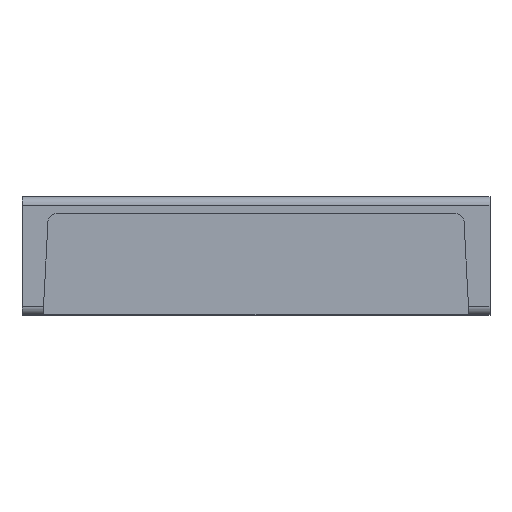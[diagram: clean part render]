
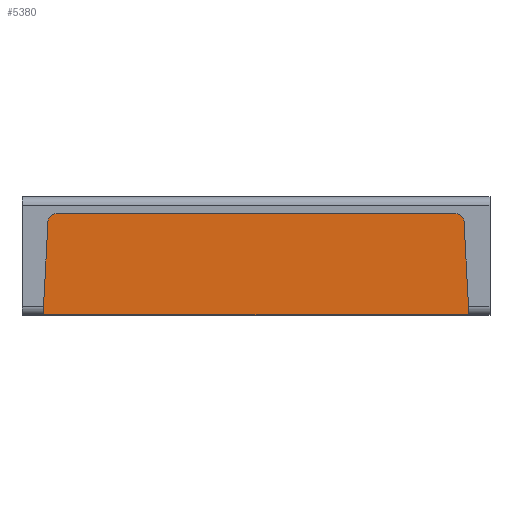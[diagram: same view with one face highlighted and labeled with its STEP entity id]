
A CAD part, top view. The second image highlights one B-rep face of the part: STEP entity #5380.
In plain terms, the highlighted planar face has unit normal (0, 0, 1).
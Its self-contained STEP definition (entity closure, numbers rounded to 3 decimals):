
#5336=AXIS2_PLACEMENT_3D('Plane Axis2P3D',#5333,#5334,#5335) ;
#5347=AXIS2_PLACEMENT_3D('Circle Axis2P3D',#5345,#5346,$) ;
#5361=AXIS2_PLACEMENT_3D('Circle Axis2P3D',#5359,#5360,$) ;
#5234=CARTESIAN_POINT('Line Origine',(8.075,0.,27.752)) ;
#5238=CARTESIAN_POINT('Vertex',(5.55,0.,27.752)) ;
#5240=CARTESIAN_POINT('Vertex',(10.6,0.,27.752)) ;
#5243=CARTESIAN_POINT('Line Origine',(3.025,0.,27.752)) ;
#5247=CARTESIAN_POINT('Vertex',(0.5,0.,27.752)) ;
#5333=CARTESIAN_POINT('Axis2P3D Location',(2.5,1.4,27.752)) ;
#5338=CARTESIAN_POINT('Line Origine',(10.542,1.105,27.752)) ;
#5342=CARTESIAN_POINT('Vertex',(10.484,2.21,27.752)) ;
#5345=CARTESIAN_POINT('Axis2P3D Location',(10.284,2.2,27.752)) ;
#5349=CARTESIAN_POINT('Vertex',(10.284,2.4,27.752)) ;
#5352=CARTESIAN_POINT('Line Origine',(5.55,2.4,27.752)) ;
#5356=CARTESIAN_POINT('Vertex',(0.816,2.4,27.752)) ;
#5359=CARTESIAN_POINT('Axis2P3D Location',(0.816,2.2,27.752)) ;
#5363=CARTESIAN_POINT('Vertex',(0.616,2.21,27.752)) ;
#5366=CARTESIAN_POINT('Line Origine',(0.558,1.105,27.752)) ;
#5235=DIRECTION('Vector Direction',(1.,0.,0.)) ;
#5244=DIRECTION('Vector Direction',(1.,0.,0.)) ;
#5334=DIRECTION('Axis2P3D Direction',(0.,0.,1.)) ;
#5335=DIRECTION('Axis2P3D XDirection',(1.,0.,0.)) ;
#5339=DIRECTION('Vector Direction',(-0.052,0.999,0.)) ;
#5346=DIRECTION('Axis2P3D Direction',(0.,0.,1.)) ;
#5353=DIRECTION('Vector Direction',(-1.,0.,0.)) ;
#5360=DIRECTION('Axis2P3D Direction',(0.,0.,1.)) ;
#5367=DIRECTION('Vector Direction',(0.052,0.999,0.)) ;
#5236=VECTOR('Line Direction',#5235,1.) ;
#5245=VECTOR('Line Direction',#5244,1.) ;
#5340=VECTOR('Line Direction',#5339,1.) ;
#5354=VECTOR('Line Direction',#5353,1.) ;
#5368=VECTOR('Line Direction',#5367,1.) ;
#5372=ORIENTED_EDGE('',*,*,#5344,.F.) ;
#5373=ORIENTED_EDGE('',*,*,#5351,.F.) ;
#5374=ORIENTED_EDGE('',*,*,#5358,.F.) ;
#5375=ORIENTED_EDGE('',*,*,#5365,.T.) ;
#5376=ORIENTED_EDGE('',*,*,#5370,.T.) ;
#5377=ORIENTED_EDGE('',*,*,#5249,.T.) ;
#5378=ORIENTED_EDGE('',*,*,#5242,.T.) ;
#5380=ADVANCED_FACE('ZQV_KU',(#5379),#5337,.T.) ;
#5348=CIRCLE('generated circle',#5347,0.2) ;
#5362=CIRCLE('generated circle',#5361,0.2) ;
#5242=EDGE_CURVE('',#5239,#5241,#5237,.T.) ;
#5249=EDGE_CURVE('',#5248,#5239,#5246,.T.) ;
#5344=EDGE_CURVE('',#5343,#5241,#5341,.F.) ;
#5351=EDGE_CURVE('',#5350,#5343,#5348,.F.) ;
#5358=EDGE_CURVE('',#5357,#5350,#5355,.F.) ;
#5365=EDGE_CURVE('',#5357,#5364,#5362,.T.) ;
#5370=EDGE_CURVE('',#5364,#5248,#5369,.F.) ;
#5371=EDGE_LOOP('',(#5372,#5373,#5374,#5375,#5376,#5377,#5378)) ;
#5379=FACE_OUTER_BOUND('',#5371,.T.) ;
#5237=LINE('Line',#5234,#5236) ;
#5246=LINE('Line',#5243,#5245) ;
#5341=LINE('Line',#5338,#5340) ;
#5355=LINE('Line',#5352,#5354) ;
#5369=LINE('Line',#5366,#5368) ;
#5337=PLANE('',#5336) ;
#5239=VERTEX_POINT('',#5238) ;
#5241=VERTEX_POINT('',#5240) ;
#5248=VERTEX_POINT('',#5247) ;
#5343=VERTEX_POINT('',#5342) ;
#5350=VERTEX_POINT('',#5349) ;
#5357=VERTEX_POINT('',#5356) ;
#5364=VERTEX_POINT('',#5363) ;
